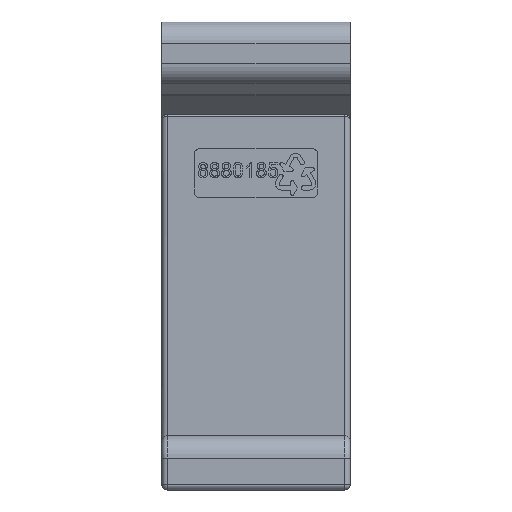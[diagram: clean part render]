
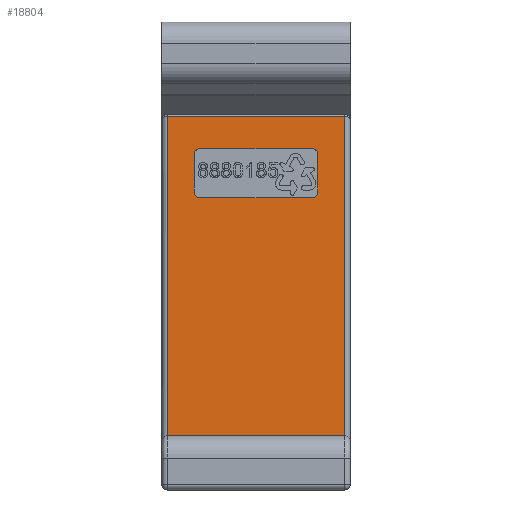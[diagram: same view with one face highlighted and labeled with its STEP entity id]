
A CAD part, front view. The second image highlights one B-rep face of the part: STEP entity #18804.
In plain terms, the highlighted planar face has unit normal (0, -1, 0).
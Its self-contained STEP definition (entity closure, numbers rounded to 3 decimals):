
#287 = EDGE_CURVE ( 'NONE', #29179, #10325, #5826, .T. ) ;
#602 = DIRECTION ( 'NONE',  ( 0., 0., 1. ) ) ;
#638 = PLANE ( 'NONE',  #21447 ) ;
#708 = CARTESIAN_POINT ( 'NONE',  ( 8.7, -18.8, -4.9 ) ) ;
#869 = CARTESIAN_POINT ( 'NONE',  ( -8.2, -18.8, 26.9 ) ) ;
#1091 = DIRECTION ( 'NONE',  ( 0., 1., 0. ) ) ;
#1733 = EDGE_LOOP ( 'NONE', ( #5089, #5229, #5545, #5630 ) ) ;
#2017 = EDGE_CURVE ( 'NONE', #23707, #29179, #29856, .T. ) ;
#2726 = VECTOR ( 'NONE', #17368, 1000. ) ;
#2832 = VERTEX_POINT ( 'NONE', #11289 ) ;
#2835 = VECTOR ( 'NONE', #18161, 1000. ) ;
#2954 = LINE ( 'NONE', #17089, #6661 ) ;
#3114 = ORIENTED_EDGE ( 'NONE', *, *, #2017, .F. ) ;
#3322 = ORIENTED_EDGE ( 'NONE', *, *, #3489, .F. ) ;
#3386 = ORIENTED_EDGE ( 'NONE', *, *, #28685, .F. ) ;
#3489 = EDGE_CURVE ( 'NONE', #6178, #23707, #25198, .T. ) ;
#3544 = ORIENTED_EDGE ( 'NONE', *, *, #29033, .F. ) ;
#3588 = EDGE_CURVE ( 'NONE', #14892, #15034, #24896, .T. ) ;
#3602 = VERTEX_POINT ( 'NONE', #22897 ) ;
#3663 = CIRCLE ( 'NONE', #26272, 0.5 ) ;
#4018 = ORIENTED_EDGE ( 'NONE', *, *, #29201, .F. ) ;
#4037 = LINE ( 'NONE', #18229, #2835 ) ;
#4046 = CARTESIAN_POINT ( 'NONE',  ( 8.2, -18.8, 26.9 ) ) ;
#4100 = ORIENTED_EDGE ( 'NONE', *, *, #29449, .F. ) ;
#4278 = VECTOR ( 'NONE', #18520, 1000. ) ;
#4426 = ORIENTED_EDGE ( 'NONE', *, *, #29660, .F. ) ;
#4601 = ORIENTED_EDGE ( 'NONE', *, *, #287, .F. ) ;
#4640 = EDGE_CURVE ( 'NONE', #2832, #14892, #21501, .T. ) ;
#5089 = ORIENTED_EDGE ( 'NONE', *, *, #28510, .F. ) ;
#5229 = ORIENTED_EDGE ( 'NONE', *, *, #4640, .T. ) ;
#5438 = DIRECTION ( 'NONE',  ( 0., 0., 1. ) ) ;
#5545 = ORIENTED_EDGE ( 'NONE', *, *, #3588, .T. ) ;
#5630 = ORIENTED_EDGE ( 'NONE', *, *, #28344, .T. ) ;
#5826 = CIRCLE ( 'NONE', #6190, 0.5 ) ;
#5928 = CARTESIAN_POINT ( 'NONE',  ( 5.7, -18.8, 19.9 ) ) ;
#6030 = CARTESIAN_POINT ( 'NONE',  ( 5.7, -18.8, 19.9 ) ) ;
#6178 = VERTEX_POINT ( 'NONE', #26514 ) ;
#6190 = AXIS2_PLACEMENT_3D ( 'NONE', #18105, #18328, #18527 ) ;
#6661 = VECTOR ( 'NONE', #25847, 1000. ) ;
#7916 = DIRECTION ( 'NONE',  ( 0., 0., 1. ) ) ;
#7923 = CARTESIAN_POINT ( 'NONE',  ( 8.2, -18.8, -4.9 ) ) ;
#8322 = AXIS2_PLACEMENT_3D ( 'NONE', #27473, #27445, #24911 ) ;
#10325 = VERTEX_POINT ( 'NONE', #16435 ) ;
#10854 = VERTEX_POINT ( 'NONE', #26106 ) ;
#10929 = FACE_OUTER_BOUND ( 'NONE', #1733, .T. ) ;
#11021 = CARTESIAN_POINT ( 'NONE',  ( -8.2, -18.8, -4.9 ) ) ;
#11289 = CARTESIAN_POINT ( 'NONE',  ( 8.2, -18.8, -4.9 ) ) ;
#14232 = CARTESIAN_POINT ( 'NONE',  ( 5.7, -18.8, 23.4 ) ) ;
#14807 = CARTESIAN_POINT ( 'NONE',  ( -8.2, -18.8, -4.9 ) ) ;
#14892 = VERTEX_POINT ( 'NONE', #4046 ) ;
#15034 = VERTEX_POINT ( 'NONE', #869 ) ;
#16098 = VERTEX_POINT ( 'NONE', #18810 ) ;
#16435 = CARTESIAN_POINT ( 'NONE',  ( 5.2, -18.8, 23.9 ) ) ;
#17089 = CARTESIAN_POINT ( 'NONE',  ( -5.7, -18.8, 23.4 ) ) ;
#17368 = DIRECTION ( 'NONE',  ( 1., 0., 0. ) ) ;
#17637 = VERTEX_POINT ( 'NONE', #24195 ) ;
#17985 = FACE_BOUND ( 'NONE', #27548, .T. ) ;
#18105 = CARTESIAN_POINT ( 'NONE',  ( 5.2, -18.8, 23.4 ) ) ;
#18161 = DIRECTION ( 'NONE',  ( -1., 0., 0. ) ) ;
#18229 = CARTESIAN_POINT ( 'NONE',  ( 8.7, -18.8, -4.9 ) ) ;
#18328 = DIRECTION ( 'NONE',  ( 0., -1., 0. ) ) ;
#18520 = DIRECTION ( 'NONE',  ( 0., 0., -1. ) ) ;
#18527 = DIRECTION ( 'NONE',  ( 0., 0., -1. ) ) ;
#18804 = ADVANCED_FACE ( 'NONE', ( #17985, #10929 ), #638, .F. ) ;
#18810 = CARTESIAN_POINT ( 'NONE',  ( -5.2, -18.8, 19.4 ) ) ;
#21193 = DIRECTION ( 'NONE',  ( -1., 0., 0. ) ) ;
#21392 = VECTOR ( 'NONE', #7916, 1000. ) ;
#21447 = AXIS2_PLACEMENT_3D ( 'NONE', #708, #1091, #602 ) ;
#21501 = LINE ( 'NONE', #7923, #21392 ) ;
#22281 = LINE ( 'NONE', #24833, #27165 ) ;
#22855 = DIRECTION ( 'NONE',  ( 0., -1., 0. ) ) ;
#22897 = CARTESIAN_POINT ( 'NONE',  ( -5.7, -18.8, 23.4 ) ) ;
#22923 = CARTESIAN_POINT ( 'NONE',  ( -5.2, -18.8, 19.9 ) ) ;
#23065 = DIRECTION ( 'NONE',  ( -1., 0., 0. ) ) ;
#23173 = CARTESIAN_POINT ( 'NONE',  ( 8.7, -18.8, 26.9 ) ) ;
#23707 = VERTEX_POINT ( 'NONE', #5928 ) ;
#24066 = CARTESIAN_POINT ( 'NONE',  ( -5.2, -18.8, 19.4 ) ) ;
#24195 = CARTESIAN_POINT ( 'NONE',  ( -5.2, -18.8, 23.9 ) ) ;
#24556 = DIRECTION ( 'NONE',  ( 0., 0., 1. ) ) ;
#24562 = DIRECTION ( 'NONE',  ( 0., -1., 0. ) ) ;
#24588 = CARTESIAN_POINT ( 'NONE',  ( 5.2, -18.8, 19.9 ) ) ;
#24833 = CARTESIAN_POINT ( 'NONE',  ( 5.2, -18.8, 23.9 ) ) ;
#24874 = VECTOR ( 'NONE', #23065, 1000. ) ;
#24896 = LINE ( 'NONE', #23173, #24874 ) ;
#24911 = DIRECTION ( 'NONE',  ( 0., 0., -1. ) ) ;
#25198 = CIRCLE ( 'NONE', #26126, 0.5 ) ;
#25200 = VERTEX_POINT ( 'NONE', #14807 ) ;
#25203 = LINE ( 'NONE', #11021, #4278 ) ;
#25847 = DIRECTION ( 'NONE',  ( 0., 0., -1. ) ) ;
#26106 = CARTESIAN_POINT ( 'NONE',  ( -5.7, -18.8, 19.9 ) ) ;
#26126 = AXIS2_PLACEMENT_3D ( 'NONE', #24588, #24562, #24556 ) ;
#26272 = AXIS2_PLACEMENT_3D ( 'NONE', #22923, #22855, #29029 ) ;
#26465 = LINE ( 'NONE', #24066, #2726 ) ;
#26514 = CARTESIAN_POINT ( 'NONE',  ( 5.2, -18.8, 19.4 ) ) ;
#27165 = VECTOR ( 'NONE', #21193, 1000. ) ;
#27445 = DIRECTION ( 'NONE',  ( 0., -1., 0. ) ) ;
#27473 = CARTESIAN_POINT ( 'NONE',  ( -5.2, -18.8, 23.4 ) ) ;
#27548 = EDGE_LOOP ( 'NONE', ( #3114, #3322, #3386, #3544, #4018, #4100, #4426, #4601 ) ) ;
#28344 = EDGE_CURVE ( 'NONE', #15034, #25200, #25203, .T. ) ;
#28510 = EDGE_CURVE ( 'NONE', #2832, #25200, #4037, .T. ) ;
#28685 = EDGE_CURVE ( 'NONE', #16098, #6178, #26465, .T. ) ;
#29029 = DIRECTION ( 'NONE',  ( 0., 0., -1. ) ) ;
#29033 = EDGE_CURVE ( 'NONE', #10854, #16098, #3663, .T. ) ;
#29179 = VERTEX_POINT ( 'NONE', #14232 ) ;
#29201 = EDGE_CURVE ( 'NONE', #3602, #10854, #2954, .T. ) ;
#29449 = EDGE_CURVE ( 'NONE', #17637, #3602, #29472, .T. ) ;
#29472 = CIRCLE ( 'NONE', #8322, 0.5 ) ;
#29660 = EDGE_CURVE ( 'NONE', #10325, #17637, #22281, .T. ) ;
#29854 = VECTOR ( 'NONE', #5438, 1000. ) ;
#29856 = LINE ( 'NONE', #6030, #29854 ) ;
